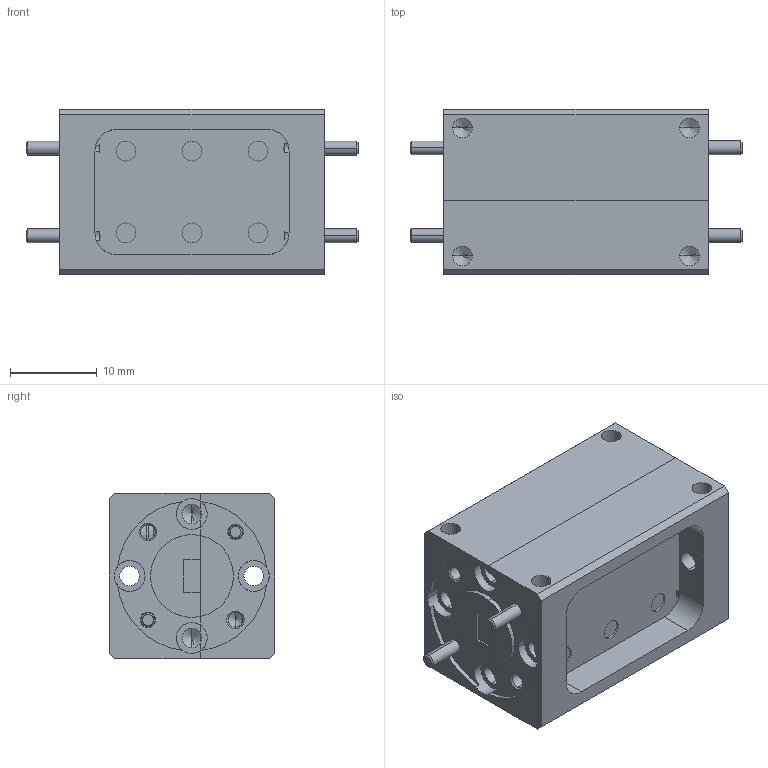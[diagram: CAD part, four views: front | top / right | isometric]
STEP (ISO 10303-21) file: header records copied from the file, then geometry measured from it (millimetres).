
FILE_DESCRIPTION (( 'STEP AP203' ), '1' );
FILE_NAME ('DMWF-15-111-LA1 DF.STEP', '2019-06-19T19:26:07', ( '' ), ( '' ), 'SwSTEP 2.0', 'SolidWorks 2016', '' );
FILE_SCHEMA (( 'CONFIG_CONTROL_DESIGN' ));
Length unit declared in the file: inch
Products named in the file (1): DMWF-15-111-LA1 DF
Bounding box: 38.23 x 19.05 x 19.05 mm (x, y, z)
Volume: 7927.1 mm3; surface area: 6237.9 mm2
Topology: 6 solids, 6 shells, 456 faces, 1112 edges, 668 vertices
Faces by surface type: cylinder 166, plane 152, cone 138
Entity records: 13511 total; most frequent: CARTESIAN_POINT 2633, DIRECTION 2394, ORIENTED_EDGE 2160, EDGE_CURVE 1080, AXIS2_PLACEMENT_3D 927, VERTEX_POINT 668, VECTOR 540, LINE 540
